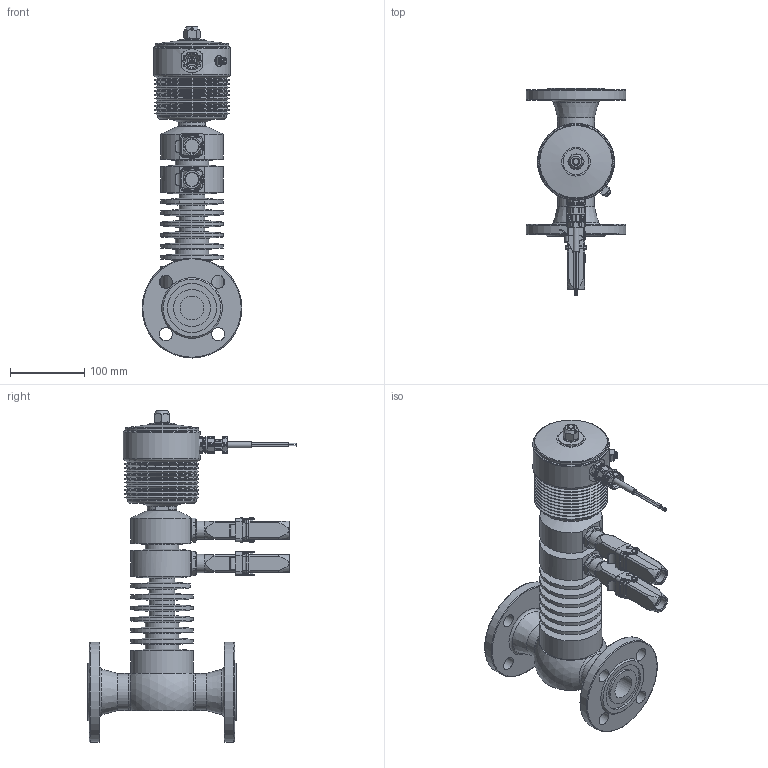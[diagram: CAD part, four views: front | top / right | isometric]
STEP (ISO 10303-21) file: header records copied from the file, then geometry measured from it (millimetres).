
FILE_DESCRIPTION( ( '8590907.8955' ), '1' );
FILE_NAME( '8590907.8955.stp', '23.03.2015', ( 'H. Klassen' ), ( 'Buschjost GmbH' ), 'PSStep 15.0.49', 'Solid Edge ST5', ' ' );
FILE_SCHEMA( ( 'AUTOMOTIVE_DESIGN { 1 0 10303 214 1 1 1 1 }' ) );
Length unit declared in the file: millimetre
Products named in the file (5): Assem1; 8590907.8955.00000; 8590907_DLO; Magnet_8955; BT_8955
Assembly tree (5 placements, depth 2):
  Assem1
    8590907.8955.00000
    8590907_DLO  x2
    Magnet_8955
    BT_8955
Bounding box: 135 x 281.1 x 448.3 mm (x, y, z)
Volume: 2747201.2 mm3; surface area: 362293.4 mm2
Topology: 5 solids, 7 shells, 1244 faces, 3165 edges, 2067 vertices
Faces by surface type: plane 741, cylinder 346, cone 106, torus 49, sphere 2
Full cylindrical faces by diameter (mm): 0.95 x4, 1.05 x4, 1.6 x3, 2.7 x3, 3 x8, 3.2 x4, 3.242 x1, 3.5 x8, 4.8 x4, 5 x1, 5.3 x5, 6 x4, 7.9 x1, 8.376 x1, 10 x2, 10.5 x1, 13.5 x1, 15 x1, 15.7 x1, 16 x5, 17 x4, 18 x10, 18.376 x6, 19.06 x1, 20.4 x1, 21 x1, 22 x1, 24.5 x2, 25 x2, 27.3 x2
Entity records: 35611 total; most frequent: CARTESIAN_POINT 5702, DIRECTION 4208, ORIENTED_EDGE 3900, EDGE_CURVE 1950, AXIS2_PLACEMENT_3D 1556, VERTEX_POINT 1385, PRESENTATION_STYLE_ASSIGNMENT 1365, COLOUR_RGB 1365
